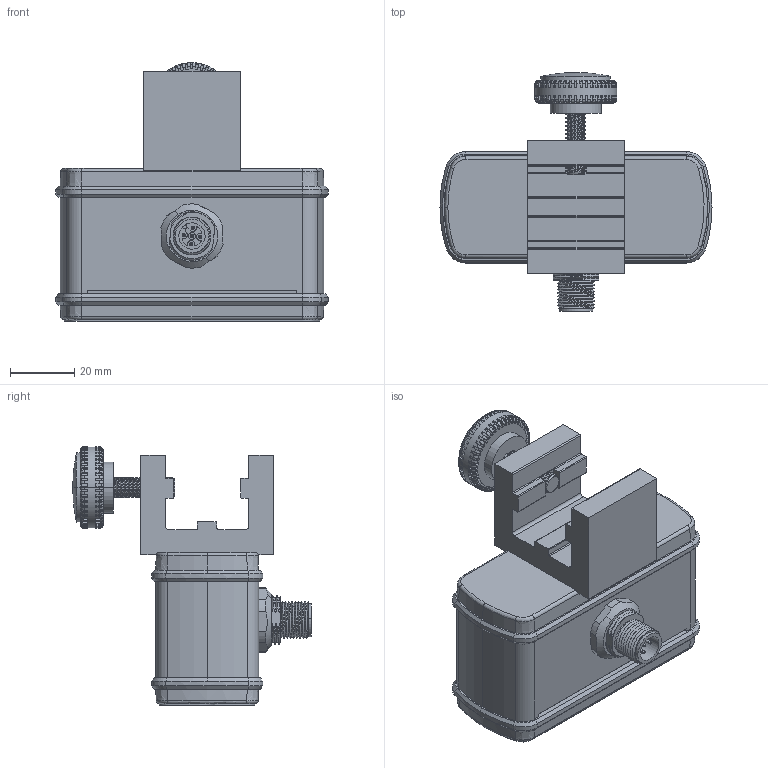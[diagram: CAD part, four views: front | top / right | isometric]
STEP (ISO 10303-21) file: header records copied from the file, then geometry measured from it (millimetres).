
FILE_DESCRIPTION (( 'STEP AP214' ), '1' );
FILE_NAME ('WPS-48-QD-1in-Mounting-Bracket.STEP', '2026-03-02T18:36:09', ( '' ), ( '' ), 'SwSTEP 2.0', 'SolidWorks 2017', '' );
FILE_SCHEMA (( 'AUTOMOTIVE_DESIGN' ));
Length unit declared in the file: millimetre
Products named in the file (1): WPS-48-QD-1in-Mounting-Bracket
Bounding box: 84.6 x 74.23 x 80.4 mm (x, y, z)
Volume: 94346.9 mm3; surface area: 49454 mm2
Topology: 4 solids, 4 shells, 1773 faces, 5012 edges, 3240 vertices
Faces by surface type: plane 763, cylinder 618, cone 186, torus 106, bspline 98, sphere 2
Entity records: 85257 total; most frequent: CARTESIAN_POINT 32395, ORIENTED_EDGE 9984, DIRECTION 8885, EDGE_CURVE 4992, VERTEX_POINT 3240, AXIS2_PLACEMENT_3D 3175, LINE 2535, VECTOR 2535
